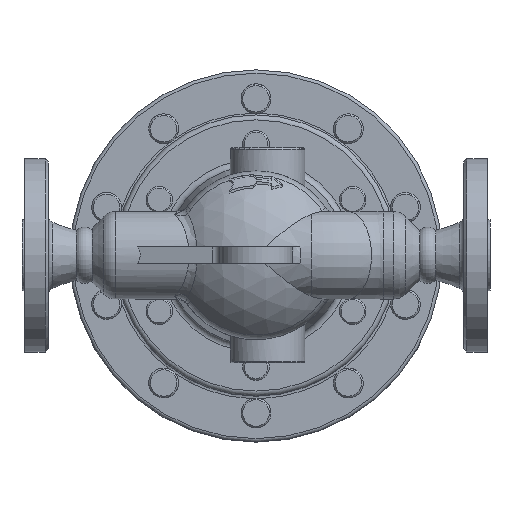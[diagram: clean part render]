
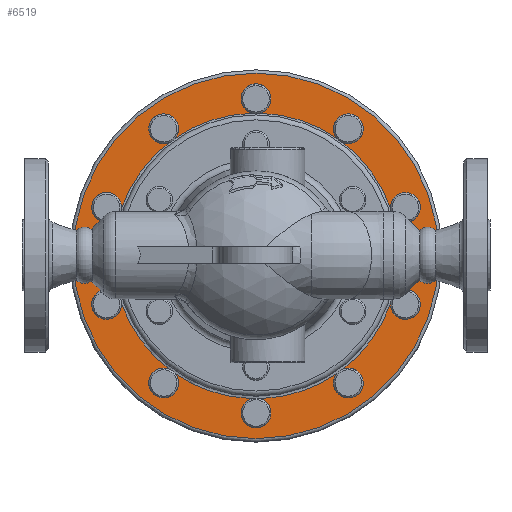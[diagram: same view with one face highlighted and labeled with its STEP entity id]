
A CAD part, top view. The second image highlights one B-rep face of the part: STEP entity #6519.
In plain terms, the highlighted planar face has unit normal (0, 0, 1).
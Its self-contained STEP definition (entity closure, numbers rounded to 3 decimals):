
#2886=CARTESIAN_POINT('',(-48.88,-71.15,-131.5));
#2887=VERTEX_POINT('',#2886);
#2888=CARTESIAN_POINT('',(-52.562,-68.475,-131.5));
#2889=VERTEX_POINT('',#2888);
#2890=CARTESIAN_POINT('',(-55.84,-76.857,-131.5));
#2891=DIRECTION('',(0.0,0.0,-1.0));
#2892=DIRECTION('',(-0.809,0.588,0.0));
#2893=AXIS2_PLACEMENT_3D('',#2890,#2891,#2892);
#2894=CIRCLE('',#2893,9.);
#2895=EDGE_CURVE('',#2887,#2889,#2894,.T.);
#3013=CARTESIAN_POINT('',(-81.366,-28.83,-131.5));
#3014=VERTEX_POINT('',#3013);
#3015=CARTESIAN_POINT('',(-82.772,-24.502,-131.5));
#3016=VERTEX_POINT('',#3015);
#3017=CARTESIAN_POINT('',(-90.35,-29.357,-131.5));
#3018=DIRECTION('',(0.0,0.0,-1.0));
#3019=DIRECTION('',(-0.309,0.951,0.0));
#3020=AXIS2_PLACEMENT_3D('',#3017,#3018,#3019);
#3021=CIRCLE('',#3020,9.);
#3022=EDGE_CURVE('',#3014,#3016,#3021,.T.);
#3140=CARTESIAN_POINT('',(-82.772,24.502,-131.5));
#3141=VERTEX_POINT('',#3140);
#3142=CARTESIAN_POINT('',(-81.366,28.83,-131.5));
#3143=VERTEX_POINT('',#3142);
#3144=CARTESIAN_POINT('',(-90.35,29.357,-131.5));
#3145=DIRECTION('',(0.0,0.0,-1.0));
#3146=DIRECTION('',(0.309,0.951,0.0));
#3147=AXIS2_PLACEMENT_3D('',#3144,#3145,#3146);
#3148=CIRCLE('',#3147,9.);
#3149=EDGE_CURVE('',#3141,#3143,#3148,.T.);
#3269=CARTESIAN_POINT('',(-52.562,68.475,-131.5));
#3270=VERTEX_POINT('',#3269);
#3271=CARTESIAN_POINT('',(-48.88,71.15,-131.5));
#3272=VERTEX_POINT('',#3271);
#3273=CARTESIAN_POINT('',(-55.84,76.857,-131.5));
#3274=DIRECTION('',(0.0,0.0,-1.0));
#3275=DIRECTION('',(0.809,0.588,0.0));
#3276=AXIS2_PLACEMENT_3D('',#3273,#3274,#3275);
#3277=CIRCLE('',#3276,9.);
#3278=EDGE_CURVE('',#3270,#3272,#3277,.T.);
#3396=CARTESIAN_POINT('',(-2.276,86.292,-131.5));
#3397=VERTEX_POINT('',#3396);
#3398=CARTESIAN_POINT('',(2.276,86.292,-131.5));
#3399=VERTEX_POINT('',#3398);
#3400=CARTESIAN_POINT('',(0.,95.0,-131.5));
#3401=DIRECTION('',(0.0,0.0,-1.0));
#3402=DIRECTION('',(1.0,0.0,0.0));
#3403=AXIS2_PLACEMENT_3D('',#3400,#3401,#3402);
#3404=CIRCLE('',#3403,9.);
#3405=EDGE_CURVE('',#3397,#3399,#3404,.T.);
#3525=CARTESIAN_POINT('',(48.88,71.15,-131.5));
#3526=VERTEX_POINT('',#3525);
#3527=CARTESIAN_POINT('',(52.562,68.475,-131.5));
#3528=VERTEX_POINT('',#3527);
#3529=CARTESIAN_POINT('',(55.84,76.857,-131.5));
#3530=DIRECTION('',(0.0,0.0,-1.0));
#3531=DIRECTION('',(0.809,-0.588,0.0));
#3532=AXIS2_PLACEMENT_3D('',#3529,#3530,#3531);
#3533=CIRCLE('',#3532,9.);
#3534=EDGE_CURVE('',#3526,#3528,#3533,.T.);
#3652=CARTESIAN_POINT('',(81.366,28.83,-131.5));
#3653=VERTEX_POINT('',#3652);
#3654=CARTESIAN_POINT('',(82.772,24.502,-131.5));
#3655=VERTEX_POINT('',#3654);
#3656=CARTESIAN_POINT('',(90.35,29.357,-131.5));
#3657=DIRECTION('',(0.0,0.0,-1.0));
#3658=DIRECTION('',(0.309,-0.951,0.0));
#3659=AXIS2_PLACEMENT_3D('',#3656,#3657,#3658);
#3660=CIRCLE('',#3659,9.);
#3661=EDGE_CURVE('',#3653,#3655,#3660,.T.);
#3779=CARTESIAN_POINT('',(82.772,-24.502,-131.5));
#3780=VERTEX_POINT('',#3779);
#3781=CARTESIAN_POINT('',(81.366,-28.83,-131.5));
#3782=VERTEX_POINT('',#3781);
#3783=CARTESIAN_POINT('',(90.35,-29.357,-131.5));
#3784=DIRECTION('',(0.0,0.0,-1.0));
#3785=DIRECTION('',(-0.309,-0.951,0.0));
#3786=AXIS2_PLACEMENT_3D('',#3783,#3784,#3785);
#3787=CIRCLE('',#3786,9.);
#3788=EDGE_CURVE('',#3780,#3782,#3787,.T.);
#3908=CARTESIAN_POINT('',(52.562,-68.475,-131.5));
#3909=VERTEX_POINT('',#3908);
#3910=CARTESIAN_POINT('',(48.88,-71.15,-131.5));
#3911=VERTEX_POINT('',#3910);
#3912=CARTESIAN_POINT('',(55.84,-76.857,-131.5));
#3913=DIRECTION('',(0.0,0.0,-1.0));
#3914=DIRECTION('',(-0.809,-0.588,0.0));
#3915=AXIS2_PLACEMENT_3D('',#3912,#3913,#3914);
#3916=CIRCLE('',#3915,9.);
#3917=EDGE_CURVE('',#3909,#3911,#3916,.T.);
#6041=CARTESIAN_POINT('',(-2.276,-86.292,-131.5));
#6042=VERTEX_POINT('',#6041);
#6043=CARTESIAN_POINT('',(0.0,0.0,-131.5));
#6044=DIRECTION('',(0.0,0.0,1.0));
#6045=DIRECTION('',(-1.0,0.0,0.0));
#6046=AXIS2_PLACEMENT_3D('',#6043,#6044,#6045);
#6047=CIRCLE('',#6046,86.322);
#6048=EDGE_CURVE('',#2887,#6042,#6047,.T.);
#6050=CARTESIAN_POINT('',(2.276,-86.292,-131.5));
#6051=VERTEX_POINT('',#6050);
#6063=CARTESIAN_POINT('',(0.0,0.0,-131.5));
#6064=DIRECTION('',(0.0,0.0,1.0));
#6065=DIRECTION('',(-1.0,0.0,0.0));
#6066=AXIS2_PLACEMENT_3D('',#6063,#6064,#6065);
#6067=CIRCLE('',#6066,86.322);
#6068=EDGE_CURVE('',#6051,#3911,#6067,.T.);
#6071=CARTESIAN_POINT('',(0.0,0.0,-131.5));
#6072=DIRECTION('',(0.0,0.0,1.0));
#6073=DIRECTION('',(-1.0,0.0,0.0));
#6074=AXIS2_PLACEMENT_3D('',#6071,#6072,#6073);
#6075=CIRCLE('',#6074,86.322);
#6076=EDGE_CURVE('',#3909,#3782,#6075,.T.);
#6079=CARTESIAN_POINT('',(0.0,0.0,-131.5));
#6080=DIRECTION('',(0.0,0.0,1.0));
#6081=DIRECTION('',(-1.0,0.0,0.0));
#6082=AXIS2_PLACEMENT_3D('',#6079,#6080,#6081);
#6083=CIRCLE('',#6082,86.322);
#6084=EDGE_CURVE('',#3780,#3655,#6083,.T.);
#6087=CARTESIAN_POINT('',(0.0,0.0,-131.5));
#6088=DIRECTION('',(0.0,0.0,1.0));
#6089=DIRECTION('',(-1.0,0.0,0.0));
#6090=AXIS2_PLACEMENT_3D('',#6087,#6088,#6089);
#6091=CIRCLE('',#6090,86.322);
#6092=EDGE_CURVE('',#3653,#3528,#6091,.T.);
#6095=CARTESIAN_POINT('',(0.0,0.0,-131.5));
#6096=DIRECTION('',(0.0,0.0,1.0));
#6097=DIRECTION('',(-1.0,0.0,0.0));
#6098=AXIS2_PLACEMENT_3D('',#6095,#6096,#6097);
#6099=CIRCLE('',#6098,86.322);
#6100=EDGE_CURVE('',#3526,#3399,#6099,.T.);
#6103=CARTESIAN_POINT('',(0.0,0.0,-131.5));
#6104=DIRECTION('',(0.0,0.0,1.0));
#6105=DIRECTION('',(-1.0,0.0,0.0));
#6106=AXIS2_PLACEMENT_3D('',#6103,#6104,#6105);
#6107=CIRCLE('',#6106,86.322);
#6108=EDGE_CURVE('',#3397,#3272,#6107,.T.);
#6111=CARTESIAN_POINT('',(0.0,0.0,-131.5));
#6112=DIRECTION('',(0.0,0.0,1.0));
#6113=DIRECTION('',(-1.0,0.0,0.0));
#6114=AXIS2_PLACEMENT_3D('',#6111,#6112,#6113);
#6115=CIRCLE('',#6114,86.322);
#6116=EDGE_CURVE('',#3270,#3143,#6115,.T.);
#6119=CARTESIAN_POINT('',(0.0,0.0,-131.5));
#6120=DIRECTION('',(0.0,0.0,1.0));
#6121=DIRECTION('',(-1.0,0.0,0.0));
#6122=AXIS2_PLACEMENT_3D('',#6119,#6120,#6121);
#6123=CIRCLE('',#6122,86.322);
#6124=EDGE_CURVE('',#3141,#3016,#6123,.T.);
#6127=CARTESIAN_POINT('',(0.0,0.0,-131.5));
#6128=DIRECTION('',(0.0,0.0,1.0));
#6129=DIRECTION('',(-1.0,0.0,0.0));
#6130=AXIS2_PLACEMENT_3D('',#6127,#6128,#6129);
#6131=CIRCLE('',#6130,86.322);
#6132=EDGE_CURVE('',#3014,#2889,#6131,.T.);
#6228=CARTESIAN_POINT('',(0.0,-95.0,-131.5));
#6229=DIRECTION('',(0.0,0.0,-1.0));
#6230=DIRECTION('',(-1.0,0.0,0.0));
#6231=AXIS2_PLACEMENT_3D('',#6228,#6229,#6230);
#6232=CIRCLE('',#6231,9.);
#6233=EDGE_CURVE('',#6051,#6042,#6232,.T.);
#6481=CARTESIAN_POINT('',(0.0,0.0,-131.5));
#6482=DIRECTION('',(0.0,0.0,-1.0));
#6483=DIRECTION('',(-1.0,0.0,0.0));
#6484=AXIS2_PLACEMENT_3D('',#6481,#6482,#6483);
#6485=PLANE('',#6484);
#6486=CARTESIAN_POINT('',(110.5,0.,-131.5));
#6487=VERTEX_POINT('',#6486);
#6488=CARTESIAN_POINT('',(0.0,0.0,-131.5));
#6489=DIRECTION('',(0.0,0.0,-1.0));
#6490=DIRECTION('',(-1.0,0.0,0.0));
#6491=AXIS2_PLACEMENT_3D('',#6488,#6489,#6490);
#6492=CIRCLE('',#6491,110.5);
#6493=EDGE_CURVE('',#6487,#6487,#6492,.T.);
#6494=ORIENTED_EDGE('',*,*,#6493,.F.);
#6495=EDGE_LOOP('',(#6494));
#6496=FACE_OUTER_BOUND('',#6495,.T.);
#6497=ORIENTED_EDGE('',*,*,#2895,.T.);
#6498=ORIENTED_EDGE('',*,*,#6132,.F.);
#6499=ORIENTED_EDGE('',*,*,#3022,.T.);
#6500=ORIENTED_EDGE('',*,*,#6124,.F.);
#6501=ORIENTED_EDGE('',*,*,#3149,.T.);
#6502=ORIENTED_EDGE('',*,*,#6116,.F.);
#6503=ORIENTED_EDGE('',*,*,#3278,.T.);
#6504=ORIENTED_EDGE('',*,*,#6108,.F.);
#6505=ORIENTED_EDGE('',*,*,#3405,.T.);
#6506=ORIENTED_EDGE('',*,*,#6100,.F.);
#6507=ORIENTED_EDGE('',*,*,#3534,.T.);
#6508=ORIENTED_EDGE('',*,*,#6092,.F.);
#6509=ORIENTED_EDGE('',*,*,#3661,.T.);
#6510=ORIENTED_EDGE('',*,*,#6084,.F.);
#6511=ORIENTED_EDGE('',*,*,#3788,.T.);
#6512=ORIENTED_EDGE('',*,*,#6076,.F.);
#6513=ORIENTED_EDGE('',*,*,#3917,.T.);
#6514=ORIENTED_EDGE('',*,*,#6068,.F.);
#6515=ORIENTED_EDGE('',*,*,#6233,.T.);
#6516=ORIENTED_EDGE('',*,*,#6048,.F.);
#6517=EDGE_LOOP('',(#6497,#6498,#6499,#6500,#6501,#6502,#6503,#6504,#6505,#6506,#6507,#6508,#6509,#6510,#6511,#6512,#6513,#6514,#6515,#6516));
#6518=FACE_BOUND('',#6517,.T.);
#6519=ADVANCED_FACE('',(#6496,#6518),#6485,.F.);
